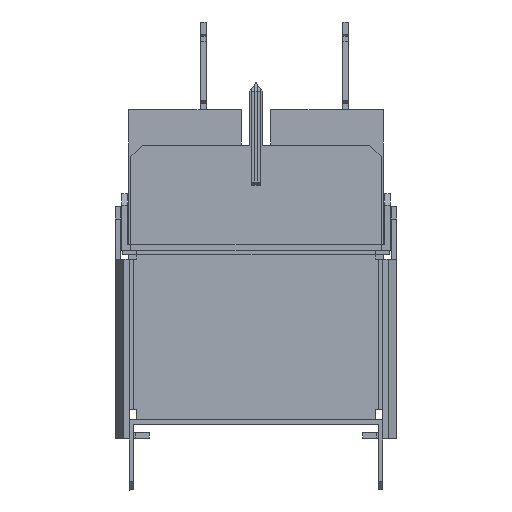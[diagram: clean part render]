
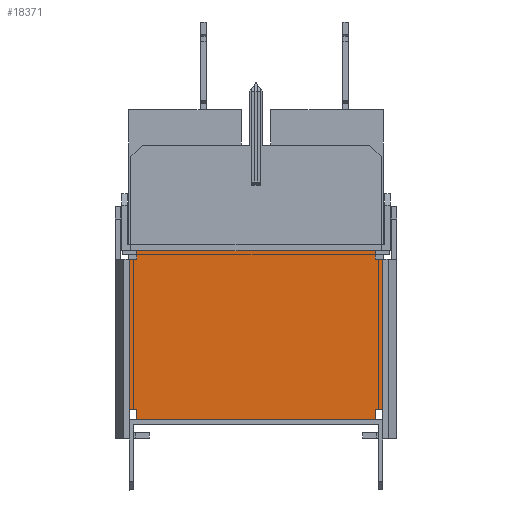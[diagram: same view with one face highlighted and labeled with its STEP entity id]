
A CAD part, front view. The second image highlights one B-rep face of the part: STEP entity #18371.
In plain terms, the highlighted planar face has unit normal (0, -1, 0).
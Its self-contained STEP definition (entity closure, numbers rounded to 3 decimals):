
#17082=DIRECTION('',(-1.,0.,0.));
#17083=VECTOR('',#17082,84.);
#17084=CARTESIAN_POINT('',(351.965,15.838,38.393));
#17085=LINE('',#17084,#17083);
#17089=DIRECTION('',(0.,0.,1.));
#17090=VECTOR('',#17089,3.5);
#17091=CARTESIAN_POINT('',(267.965,15.838,38.393));
#17092=LINE('',#17091,#17090);
#17096=DIRECTION('',(1.,0.,0.));
#17097=VECTOR('',#17096,2.5);
#17098=CARTESIAN_POINT('',(265.465,15.838,94.893));
#17099=LINE('',#17098,#17097);
#17103=DIRECTION('',(0.,0.,1.));
#17104=VECTOR('',#17103,3.);
#17105=CARTESIAN_POINT('',(267.965,15.838,94.893));
#17106=LINE('',#17105,#17104);
#17110=DIRECTION('',(1.,0.,0.));
#17111=VECTOR('',#17110,84.);
#17112=CARTESIAN_POINT('',(267.965,15.838,97.893));
#17113=LINE('',#17112,#17111);
#17117=DIRECTION('',(-1.,0.,0.));
#17118=VECTOR('',#17117,2.5);
#17119=CARTESIAN_POINT('',(354.465,15.838,41.893));
#17120=LINE('',#17119,#17118);
#17124=DIRECTION('',(0.,0.,-1.));
#17125=VECTOR('',#17124,3.5);
#17126=CARTESIAN_POINT('',(351.965,15.838,41.893));
#17127=LINE('',#17126,#17125);
#17313=DIRECTION('',(-1.,0.,0.));
#17314=VECTOR('',#17313,2.5);
#17315=CARTESIAN_POINT('',(354.465,15.838,94.893));
#17316=LINE('',#17315,#17314);
#17348=DIRECTION('',(0.,0.,1.));
#17349=VECTOR('',#17348,53.);
#17350=CARTESIAN_POINT('',(354.465,15.838,41.893));
#17351=LINE('',#17350,#17349);
#17390=DIRECTION('',(0.,0.,1.));
#17391=VECTOR('',#17390,3.);
#17392=CARTESIAN_POINT('',(351.965,15.838,94.893));
#17393=LINE('',#17392,#17391);
#17614=DIRECTION('',(1.,0.,0.));
#17615=VECTOR('',#17614,2.5);
#17616=CARTESIAN_POINT('',(265.465,15.838,41.893));
#17617=LINE('',#17616,#17615);
#17635=DIRECTION('',(0.,0.,-1.));
#17636=VECTOR('',#17635,53.);
#17637=CARTESIAN_POINT('',(265.465,15.838,94.893));
#17638=LINE('',#17637,#17636);
#17740=CARTESIAN_POINT('',(267.965,15.838,38.393));
#17741=VERTEX_POINT('',#17740);
#17742=CARTESIAN_POINT('',(351.965,15.838,38.393));
#17743=VERTEX_POINT('',#17742);
#17786=CARTESIAN_POINT('',(351.965,15.838,41.893));
#17787=VERTEX_POINT('',#17786);
#17790=CARTESIAN_POINT('',(267.965,15.838,41.893));
#17791=VERTEX_POINT('',#17790);
#17792=CARTESIAN_POINT('',(265.465,15.838,41.893));
#17793=VERTEX_POINT('',#17792);
#17794=CARTESIAN_POINT('',(265.465,15.838,94.893));
#17795=VERTEX_POINT('',#17794);
#17796=CARTESIAN_POINT('',(267.965,15.838,94.893));
#17797=VERTEX_POINT('',#17796);
#17798=CARTESIAN_POINT('',(267.965,15.838,97.893));
#17799=VERTEX_POINT('',#17798);
#17800=CARTESIAN_POINT('',(351.965,15.838,97.893));
#17801=VERTEX_POINT('',#17800);
#17802=CARTESIAN_POINT('',(351.965,15.838,94.893));
#17803=VERTEX_POINT('',#17802);
#17804=CARTESIAN_POINT('',(354.465,15.838,94.893));
#17805=VERTEX_POINT('',#17804);
#17806=CARTESIAN_POINT('',(354.465,15.838,41.893));
#17807=VERTEX_POINT('',#17806);
#18342=CARTESIAN_POINT('',(267.935,15.838,-56.137));
#18343=DIRECTION('',(0.,1.,0.));
#18344=DIRECTION('',(0.,0.,1.));
#18345=AXIS2_PLACEMENT_3D('',#18342,#18343,#18344);
#18346=PLANE('',#18345);
#18347=ORIENTED_EDGE('',*,*,#18137,.T.);
#18349=ORIENTED_EDGE('',*,*,#18348,.T.);
#18351=ORIENTED_EDGE('',*,*,#18350,.F.);
#18353=ORIENTED_EDGE('',*,*,#18352,.F.);
#18355=ORIENTED_EDGE('',*,*,#18354,.T.);
#18357=ORIENTED_EDGE('',*,*,#18356,.T.);
#18359=ORIENTED_EDGE('',*,*,#18358,.T.);
#18361=ORIENTED_EDGE('',*,*,#18360,.F.);
#18363=ORIENTED_EDGE('',*,*,#18362,.F.);
#18365=ORIENTED_EDGE('',*,*,#18364,.F.);
#18367=ORIENTED_EDGE('',*,*,#18366,.T.);
#18368=ORIENTED_EDGE('',*,*,#18323,.T.);
#18369=EDGE_LOOP('',(#18347,#18349,#18351,#18353,#18355,#18357,#18359,#18361,
#18363,#18365,#18367,#18368));
#18370=FACE_OUTER_BOUND('',#18369,.F.);
#18137=EDGE_CURVE('',#17743,#17741,#17085,.T.);
#18323=EDGE_CURVE('',#17787,#17743,#17127,.T.);
#18348=EDGE_CURVE('',#17741,#17791,#17092,.T.);
#18350=EDGE_CURVE('',#17793,#17791,#17617,.T.);
#18352=EDGE_CURVE('',#17795,#17793,#17638,.T.);
#18354=EDGE_CURVE('',#17795,#17797,#17099,.T.);
#18356=EDGE_CURVE('',#17797,#17799,#17106,.T.);
#18358=EDGE_CURVE('',#17799,#17801,#17113,.T.);
#18360=EDGE_CURVE('',#17803,#17801,#17393,.T.);
#18362=EDGE_CURVE('',#17805,#17803,#17316,.T.);
#18364=EDGE_CURVE('',#17807,#17805,#17351,.T.);
#18366=EDGE_CURVE('',#17807,#17787,#17120,.T.);
#18371=ADVANCED_FACE('',(#18370),#18346,.F.);
